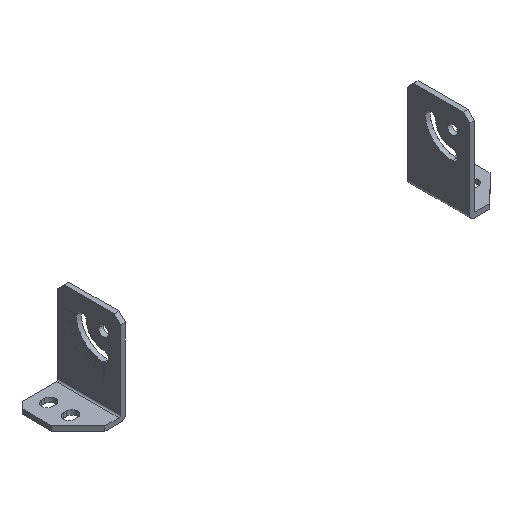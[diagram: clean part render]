
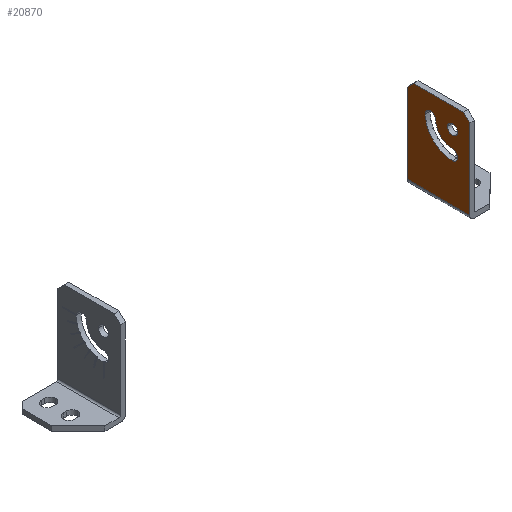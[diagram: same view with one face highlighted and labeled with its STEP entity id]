
A CAD part, isometric view. The second image highlights one B-rep face of the part: STEP entity #20870.
In plain terms, the highlighted planar face has unit normal (-1, 0, 0).
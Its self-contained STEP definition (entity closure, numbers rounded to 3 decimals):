
#19750=CARTESIAN_POINT('',(18.,-22.324,2.229));
#19760=DIRECTION('',(-1.,0.,0.));
#19770=DIRECTION('',(0.,1.,0.));
#19780=AXIS2_PLACEMENT_3D('',#19750,#19760,#19770);
#19790=PLANE('',#19780);
#19800=CARTESIAN_POINT('',(18.,-13.9,-7.8));
#19810=DIRECTION('',(-1.,0.,0.));
#19820=DIRECTION('',(0.,1.,0.));
#19830=AXIS2_PLACEMENT_3D('',#19800,#19810,#19820);
#19840=CIRCLE('',#19830,1.6);
#19850=CARTESIAN_POINT('',(18.,-12.3,-7.8));
#19860=VERTEX_POINT('',#19850);
#19870=CARTESIAN_POINT('',(18.,-15.5,-7.8));
#19880=VERTEX_POINT('',#19870);
#19890=EDGE_CURVE('',#19860,#19880,#19840,.T.);
#19900=ORIENTED_EDGE('',*,*,#19890,.F.);
#19910=EDGE_CURVE('',#19880,#19860,#19840,.T.);
#19920=ORIENTED_EDGE('',*,*,#19910,.F.);
#19930=EDGE_LOOP('',(#19920,#19900));
#19940=FACE_BOUND('',#19930,.T.);
#19950=CARTESIAN_POINT('',(18.,-13.9,-7.8));
#19960=DIRECTION('',(-1.,0.,0.));
#19970=DIRECTION('',(0.,1.,0.));
#19980=AXIS2_PLACEMENT_3D('',#19950,#19960,#19970);
#19990=CIRCLE('',#19980,8.65);
#20000=CARTESIAN_POINT('',(18.,-22.55,-7.8));
#20010=VERTEX_POINT('',#20000);
#20020=CARTESIAN_POINT('',(18.,-13.9,0.85));
#20030=VERTEX_POINT('',#20020);
#20040=EDGE_CURVE('',#20010,#20030,#19990,.T.);
#20050=ORIENTED_EDGE('',*,*,#20040,.F.);
#20060=CARTESIAN_POINT('',(18.,-13.9,-0.8));
#20070=DIRECTION('',(-1.,0.,0.));
#20080=DIRECTION('',(0.,1.,0.));
#20090=AXIS2_PLACEMENT_3D('',#20060,#20070,#20080);
#20100=CIRCLE('',#20090,1.65);
#20110=CARTESIAN_POINT('',(18.,-12.25,-0.8));
#20120=VERTEX_POINT('',#20110);
#20130=EDGE_CURVE('',#20030,#20120,#20100,.T.);
#20140=ORIENTED_EDGE('',*,*,#20130,.F.);
#20150=CARTESIAN_POINT('',(18.,-13.9,-2.45));
#20160=VERTEX_POINT('',#20150);
#20170=EDGE_CURVE('',#20120,#20160,#20100,.T.);
#20180=ORIENTED_EDGE('',*,*,#20170,.F.);
#20190=CARTESIAN_POINT('',(18.,-13.9,-7.8));
#20200=DIRECTION('',(-1.,0.,0.));
#20210=DIRECTION('',(0.,1.,0.));
#20220=AXIS2_PLACEMENT_3D('',#20190,#20200,#20210);
#20230=CIRCLE('',#20220,5.35);
#20240=CARTESIAN_POINT('',(18.,-19.25,-7.8));
#20250=VERTEX_POINT('',#20240);
#20260=EDGE_CURVE('',#20250,#20160,#20230,.T.);
#20270=ORIENTED_EDGE('',*,*,#20260,.T.);
#20280=CARTESIAN_POINT('',(18.,-20.9,-7.8));
#20290=DIRECTION('',(-1.,0.,0.));
#20300=DIRECTION('',(0.,1.,0.));
#20310=AXIS2_PLACEMENT_3D('',#20280,#20290,#20300);
#20320=CIRCLE('',#20310,1.65);
#20330=EDGE_CURVE('',#20250,#20010,#20320,.T.);
#20340=ORIENTED_EDGE('',*,*,#20330,.F.);
#20350=EDGE_LOOP('',(#20340,#20270,#20180,#20140,#20050));
#20360=FACE_BOUND('',#20350,.T.);
#20370=CARTESIAN_POINT('',(18.,6.129,2.229));
#20380=DIRECTION('',(0.,0.707,0.707));
#20390=VECTOR('',#20380,1.);
#20400=LINE('',#20370,#20390);
#20410=CARTESIAN_POINT('',(18.,-10.4,-14.3));
#20420=VERTEX_POINT('',#20410);
#20430=CARTESIAN_POINT('',(18.,-8.4,-12.3));
#20440=VERTEX_POINT('',#20430);
#20450=EDGE_CURVE('',#20420,#20440,#20400,.T.);
#20460=ORIENTED_EDGE('',*,*,#20450,.F.);
#20470=CARTESIAN_POINT('',(18.,-8.4,2.229));
#20480=DIRECTION('',(0.,0.,1.));
#20490=VECTOR('',#20480,1.);
#20500=LINE('',#20470,#20490);
#20510=CARTESIAN_POINT('',(18.,-8.4,13.2));
#20520=VERTEX_POINT('',#20510);
#20530=EDGE_CURVE('',#20440,#20520,#20500,.T.);
#20540=ORIENTED_EDGE('',*,*,#20530,.F.);
#20550=CARTESIAN_POINT('',(18.,-22.324,13.2));
#20560=DIRECTION('',(0.,1.,0.));
#20570=VECTOR('',#20560,1.);
#20580=LINE('',#20550,#20570);
#20590=CARTESIAN_POINT('',(18.,-28.4,13.2));
#20600=VERTEX_POINT('',#20590);
#20610=EDGE_CURVE('',#20600,#20520,#20580,.T.);
#20620=ORIENTED_EDGE('',*,*,#20610,.T.);
#20630=CARTESIAN_POINT('',(18.,-28.4,-12.3));
#20640=DIRECTION('',(0.,0.,1.));
#20650=VECTOR('',#20640,1.);
#20660=LINE('',#20630,#20650);
#20670=CARTESIAN_POINT('',(18.,-28.4,-12.3));
#20680=VERTEX_POINT('',#20670);
#20690=EDGE_CURVE('',#20680,#20600,#20660,.T.);
#20700=ORIENTED_EDGE('',*,*,#20690,.T.);
#20710=CARTESIAN_POINT('',(18.,-42.929,2.229));
#20720=DIRECTION('',(0.,0.707,-0.707));
#20730=VECTOR('',#20720,1.);
#20740=LINE('',#20710,#20730);
#20750=CARTESIAN_POINT('',(18.,-26.4,-14.3));
#20760=VERTEX_POINT('',#20750);
#20770=EDGE_CURVE('',#20680,#20760,#20740,.T.);
#20780=ORIENTED_EDGE('',*,*,#20770,.F.);
#20790=CARTESIAN_POINT('',(18.,-22.324,-14.3));
#20800=DIRECTION('',(0.,1.,0.));
#20810=VECTOR('',#20800,1.);
#20820=LINE('',#20790,#20810);
#20830=EDGE_CURVE('',#20760,#20420,#20820,.T.);
#20840=ORIENTED_EDGE('',*,*,#20830,.F.);
#20850=EDGE_LOOP('',(#20840,#20780,#20700,#20620,#20540,#20460));
#20860=FACE_OUTER_BOUND('',#20850,.T.);
#20870=ADVANCED_FACE('',(#19940,#20360,#20860),#19790,.T.);
